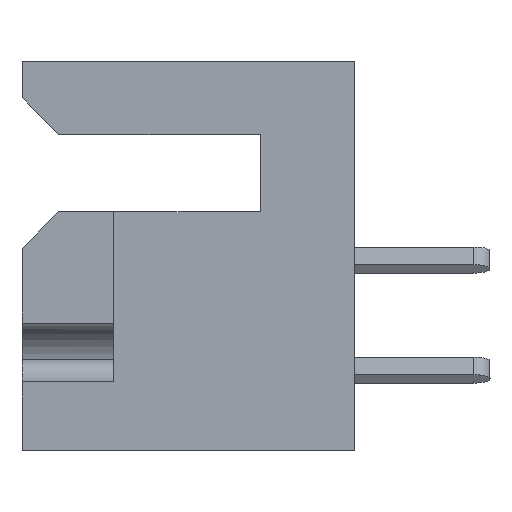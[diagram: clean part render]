
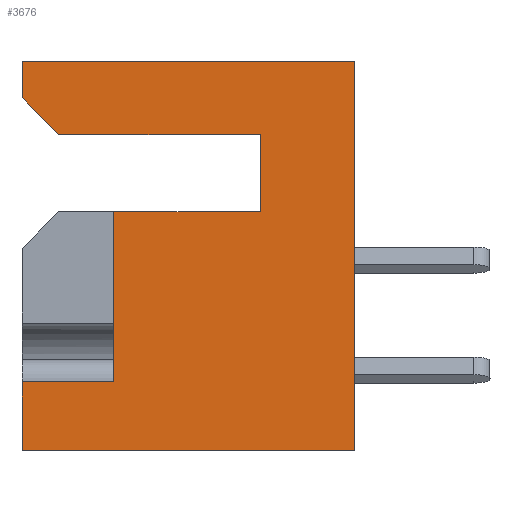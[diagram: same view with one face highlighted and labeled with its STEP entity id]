
A CAD part, left-side view. The second image highlights one B-rep face of the part: STEP entity #3676.
In plain terms, the highlighted planar face has unit normal (-1, 0, 0).
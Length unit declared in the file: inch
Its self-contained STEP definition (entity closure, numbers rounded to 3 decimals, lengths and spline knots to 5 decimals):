
#140 = EDGE_CURVE ( 'NONE', #10398, #7017, #17189, .T. ) ;
#141 = VECTOR ( 'NONE', #10156, 39.37008 ) ;
#256 = DIRECTION ( 'NONE',  ( 0., -1., 0. ) ) ;
#321 = DIRECTION ( 'NONE',  ( 0., -0.707, -0.707 ) ) ;
#568 = CARTESIAN_POINT ( 'NONE',  ( 0., 0., 0. ) ) ;
#1222 = EDGE_CURVE ( 'NONE', #11578, #11997, #8592, .T. ) ;
#1588 = EDGE_CURVE ( 'NONE', #19889, #6337, #3184, .T. ) ;
#1686 = CARTESIAN_POINT ( 'NONE',  ( 0., 0.453, 0. ) ) ;
#1695 = VECTOR ( 'NONE', #7373, 39.37008 ) ;
#2116 = ORIENTED_EDGE ( 'NONE', *, *, #1588, .F. ) ;
#2148 = EDGE_CURVE ( 'NONE', #9521, #3789, #19447, .T. ) ;
#2425 = DIRECTION ( 'NONE',  ( 0., 0., 1. ) ) ;
#2492 = DIRECTION ( 'NONE',  ( 0., 1., 0. ) ) ;
#2794 = CARTESIAN_POINT ( 'NONE',  ( 0., 0.128, -0.1 ) ) ;
#3184 = LINE ( 'NONE', #2794, #15023 ) ;
#3235 = DIRECTION ( 'NONE',  ( 1., 0., 0. ) ) ;
#3237 = ORIENTED_EDGE ( 'NONE', *, *, #1222, .T. ) ;
#3352 = EDGE_CURVE ( 'NONE', #20282, #3789, #16783, .T. ) ;
#3450 = VECTOR ( 'NONE', #256, 39.37008 ) ;
#3455 = LINE ( 'NONE', #5591, #1695 ) ;
#3543 = CARTESIAN_POINT ( 'NONE',  ( 0., 0.128, -0.1 ) ) ;
#3658 = ORIENTED_EDGE ( 'NONE', *, *, #15879, .T. ) ;
#3669 = CARTESIAN_POINT ( 'NONE',  ( 0., 0.403, -0.1 ) ) ;
#3676 = ADVANCED_FACE ( 'NONE', ( #17555 ), #16192, .F. ) ;
#3774 = VECTOR ( 'NONE', #11312, 39.37008 ) ;
#3789 = VERTEX_POINT ( 'NONE', #9988 ) ;
#4878 = CARTESIAN_POINT ( 'NONE',  ( 0., 0.128, -0.205 ) ) ;
#5416 = VECTOR ( 'NONE', #6636, 39.37008 ) ;
#5591 = CARTESIAN_POINT ( 'NONE',  ( 0., 0.453, -0.531 ) ) ;
#6077 = CARTESIAN_POINT ( 'NONE',  ( 0., 0.453, -0.05 ) ) ;
#6337 = VERTEX_POINT ( 'NONE', #3543 ) ;
#6636 = DIRECTION ( 'NONE',  ( 0., 0., 1. ) ) ;
#7017 = VERTEX_POINT ( 'NONE', #8466 ) ;
#7373 = DIRECTION ( 'NONE',  ( 0., -1., 0. ) ) ;
#7390 = ORIENTED_EDGE ( 'NONE', *, *, #11800, .F. ) ;
#7989 = VECTOR ( 'NONE', #13075, 39.37008 ) ;
#8123 = EDGE_LOOP ( 'NONE', ( #3658, #14274, #16552, #13801, #8756, #13693, #3237, #10775, #2116, #11301, #7390 ) ) ;
#8209 = CARTESIAN_POINT ( 'NONE',  ( 0., 0.328, -0.437 ) ) ;
#8264 = AXIS2_PLACEMENT_3D ( 'NONE', #19738, #3235, #21266 ) ;
#8466 = CARTESIAN_POINT ( 'NONE',  ( 0., 0.453, -0.437 ) ) ;
#8592 = LINE ( 'NONE', #3669, #13519 ) ;
#8737 = VECTOR ( 'NONE', #2492, 39.37008 ) ;
#8756 = ORIENTED_EDGE ( 'NONE', *, *, #2148, .F. ) ;
#8824 = EDGE_CURVE ( 'NONE', #10398, #20282, #3455, .T. ) ;
#9257 = LINE ( 'NONE', #16451, #5416 ) ;
#9292 = CARTESIAN_POINT ( 'NONE',  ( 0., 0.403, -0.1 ) ) ;
#9456 = CARTESIAN_POINT ( 'NONE',  ( 0., 0., -0.531 ) ) ;
#9521 = VERTEX_POINT ( 'NONE', #18511 ) ;
#9609 = DIRECTION ( 'NONE',  ( 0., 0., 1. ) ) ;
#9988 = CARTESIAN_POINT ( 'NONE',  ( 0., 0., 0. ) ) ;
#10148 = CARTESIAN_POINT ( 'NONE',  ( 0., 0.453, 0. ) ) ;
#10156 = DIRECTION ( 'NONE',  ( 0., 1., 0. ) ) ;
#10398 = VERTEX_POINT ( 'NONE', #11176 ) ;
#10402 = LINE ( 'NONE', #8209, #141 ) ;
#10775 = ORIENTED_EDGE ( 'NONE', *, *, #13107, .F. ) ;
#11176 = CARTESIAN_POINT ( 'NONE',  ( 0., 0.453, -0.531 ) ) ;
#11301 = ORIENTED_EDGE ( 'NONE', *, *, #21102, .T. ) ;
#11312 = DIRECTION ( 'NONE',  ( 0., 1., 0. ) ) ;
#11412 = CARTESIAN_POINT ( 'NONE',  ( 0., 0.328, -0.205 ) ) ;
#11453 = DIRECTION ( 'NONE',  ( 0., 0., 1. ) ) ;
#11578 = VERTEX_POINT ( 'NONE', #6077 ) ;
#11800 = EDGE_CURVE ( 'NONE', #14575, #18378, #13428, .T. ) ;
#11997 = VERTEX_POINT ( 'NONE', #9292 ) ;
#12730 = EDGE_CURVE ( 'NONE', #11578, #9521, #9257, .T. ) ;
#13075 = DIRECTION ( 'NONE',  ( 0., 0., 1. ) ) ;
#13107 = EDGE_CURVE ( 'NONE', #6337, #11997, #17534, .T. ) ;
#13428 = LINE ( 'NONE', #11412, #7989 ) ;
#13509 = CARTESIAN_POINT ( 'NONE',  ( 0., 0.328, -0.205 ) ) ;
#13519 = VECTOR ( 'NONE', #321, 39.37008 ) ;
#13693 = ORIENTED_EDGE ( 'NONE', *, *, #12730, .F. ) ;
#13801 = ORIENTED_EDGE ( 'NONE', *, *, #3352, .T. ) ;
#14274 = ORIENTED_EDGE ( 'NONE', *, *, #140, .F. ) ;
#14575 = VERTEX_POINT ( 'NONE', #19625 ) ;
#15023 = VECTOR ( 'NONE', #9609, 39.37008 ) ;
#15774 = CARTESIAN_POINT ( 'NONE',  ( 0., 0.128, -0.1 ) ) ;
#15879 = EDGE_CURVE ( 'NONE', #14575, #7017, #10402, .T. ) ;
#16192 = PLANE ( 'NONE',  #8264 ) ;
#16420 = CARTESIAN_POINT ( 'NONE',  ( 0., 0.128, -0.205 ) ) ;
#16451 = CARTESIAN_POINT ( 'NONE',  ( 0., 0.453, 0. ) ) ;
#16552 = ORIENTED_EDGE ( 'NONE', *, *, #8824, .T. ) ;
#16783 = LINE ( 'NONE', #568, #19384 ) ;
#17189 = LINE ( 'NONE', #1686, #21318 ) ;
#17534 = LINE ( 'NONE', #15774, #8737 ) ;
#17555 = FACE_OUTER_BOUND ( 'NONE', #8123, .T. ) ;
#18378 = VERTEX_POINT ( 'NONE', #13509 ) ;
#18511 = CARTESIAN_POINT ( 'NONE',  ( 0., 0.453, 0. ) ) ;
#18995 = LINE ( 'NONE', #16420, #3774 ) ;
#19384 = VECTOR ( 'NONE', #2425, 39.37008 ) ;
#19447 = LINE ( 'NONE', #10148, #3450 ) ;
#19625 = CARTESIAN_POINT ( 'NONE',  ( 0., 0.328, -0.437 ) ) ;
#19738 = CARTESIAN_POINT ( 'NONE',  ( 0., 0.453, 0. ) ) ;
#19889 = VERTEX_POINT ( 'NONE', #4878 ) ;
#20282 = VERTEX_POINT ( 'NONE', #9456 ) ;
#21102 = EDGE_CURVE ( 'NONE', #19889, #18378, #18995, .T. ) ;
#21266 = DIRECTION ( 'NONE',  ( 0., 0., -1. ) ) ;
#21318 = VECTOR ( 'NONE', #11453, 39.37008 ) ;
